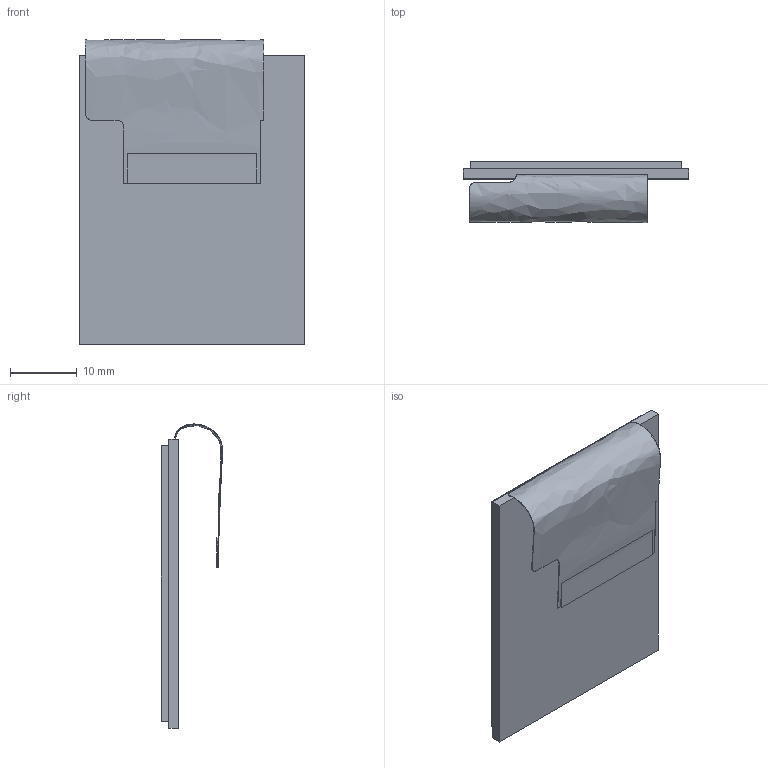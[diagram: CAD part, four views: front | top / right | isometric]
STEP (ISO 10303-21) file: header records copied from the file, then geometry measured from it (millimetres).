
FILE_DESCRIPTION(/* description */ (''),/* implementation_level */ '2;1');
FILE_NAME(/* name */ 'ER-TFT018-2_Display.step',/* time_stamp */ '2017-05-16T16:42:52+10:00',/* author */ (''),/* organization */ (''),/* preprocessor_version */ 'ST-DEVELOPER v16.13',/* originating_system */ 'Autodesk Translation Framework v6.1.1.50',/* authorisation */ '');
FILE_SCHEMA (('AUTOMOTIVE_DESIGN { 1 0 10303 214 3 1 1 }'));
Length unit declared in the file: millimetre
Products named in the file (1): ER-TFT018-2_Display v2
Bounding box: 33.83 x 9.18 x 45.68 mm (x, y, z)
Volume: 2760.6 mm3; surface area: 7648.1 mm2
Topology: 4 solids, 4 shells, 39 faces, 89 edges, 59 vertices
Faces by surface type: plane 33, cylinder 4, bspline 2
Entity records: 1591 total; most frequent: CARTESIAN_POINT 682, ORIENTED_EDGE 178, DIRECTION 150, EDGE_CURVE 89, LINE 72, VECTOR 72, VERTEX_POINT 59, EDGE_LOOP 40
